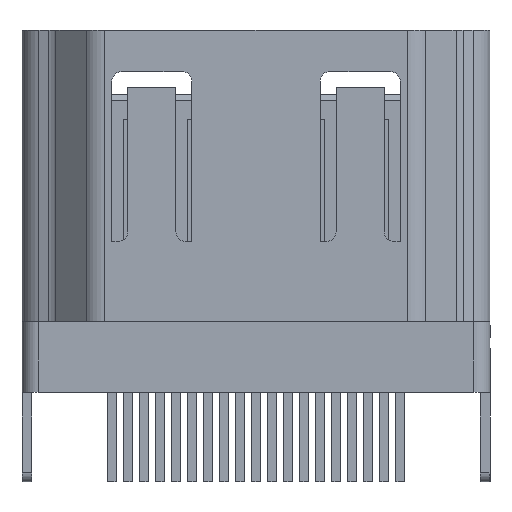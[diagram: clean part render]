
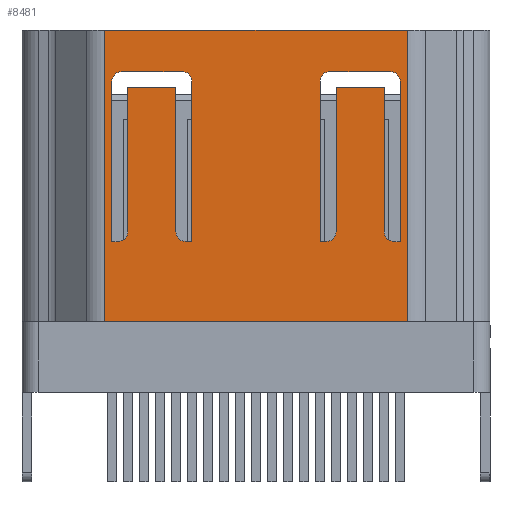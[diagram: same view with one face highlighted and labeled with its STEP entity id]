
A CAD part, front view. The second image highlights one B-rep face of the part: STEP entity #8481.
In plain terms, the highlighted planar face has unit normal (0, -1, 0).
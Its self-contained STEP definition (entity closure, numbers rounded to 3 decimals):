
#17=FACE_BOUND('',#719,.T.);
#18=FACE_BOUND('',#720,.T.);
#289=FACE_OUTER_BOUND('',#718,.T.);
#718=EDGE_LOOP('',(#6049,#6050,#6051,#6052));
#719=EDGE_LOOP('',(#6053,#6054,#6055,#6056,#6057,#6058,#6059,#6060,#6061,
#6062,#6063,#6064));
#720=EDGE_LOOP('',(#6065,#6066,#6067,#6068,#6069,#6070,#6071,#6072,#6073,
#6074,#6075,#6076));
#1094=CIRCLE('',#8846,0.3);
#1096=CIRCLE('',#8853,0.3);
#1098=CIRCLE('',#8857,0.3);
#1100=CIRCLE('',#8862,0.3);
#1109=CIRCLE('',#8976,0.3);
#1110=CIRCLE('',#8977,0.3);
#1111=CIRCLE('',#8978,0.3);
#1112=CIRCLE('',#8979,0.3);
#1220=LINE('',#11607,#2318);
#1256=LINE('',#11706,#2354);
#1261=LINE('',#11719,#2359);
#1264=LINE('',#11725,#2362);
#1267=LINE('',#11731,#2365);
#1269=LINE('',#11736,#2367);
#1273=LINE('',#11748,#2371);
#1277=LINE('',#11760,#2375);
#1280=LINE('',#11766,#2378);
#1574=LINE('',#12389,#2672);
#1575=LINE('',#12391,#2673);
#1576=LINE('',#12392,#2674);
#1577=LINE('',#12395,#2675);
#1578=LINE('',#12399,#2676);
#1579=LINE('',#12403,#2677);
#1580=LINE('',#12405,#2678);
#1581=LINE('',#12409,#2679);
#1582=LINE('',#12411,#2680);
#1583=LINE('',#12413,#2681);
#1584=LINE('',#12416,#2682);
#2318=VECTOR('',#9440,10.);
#2354=VECTOR('',#9534,10.);
#2359=VECTOR('',#9547,10.);
#2362=VECTOR('',#9552,10.);
#2365=VECTOR('',#9557,10.);
#2367=VECTOR('',#9561,10.);
#2371=VECTOR('',#9573,10.);
#2375=VECTOR('',#9585,10.);
#2378=VECTOR('',#9590,10.);
#2672=VECTOR('',#10116,10.);
#2673=VECTOR('',#10117,10.);
#2674=VECTOR('',#10118,10.);
#2675=VECTOR('',#10119,10.);
#2676=VECTOR('',#10122,10.);
#2677=VECTOR('',#10125,10.);
#2678=VECTOR('',#10126,10.);
#2679=VECTOR('',#10129,10.);
#2680=VECTOR('',#10130,10.);
#2681=VECTOR('',#10131,10.);
#2682=VECTOR('',#10134,10.);
#3414=VERTEX_POINT('',#11604);
#3415=VERTEX_POINT('',#11606);
#3448=VERTEX_POINT('',#11703);
#3449=VERTEX_POINT('',#11705);
#3451=VERTEX_POINT('',#11711);
#3453=VERTEX_POINT('',#11717);
#3455=VERTEX_POINT('',#11723);
#3457=VERTEX_POINT('',#11729);
#3459=VERTEX_POINT('',#11735);
#3461=VERTEX_POINT('',#11741);
#3463=VERTEX_POINT('',#11747);
#3465=VERTEX_POINT('',#11753);
#3467=VERTEX_POINT('',#11759);
#3469=VERTEX_POINT('',#11765);
#3682=VERTEX_POINT('',#12388);
#3683=VERTEX_POINT('',#12390);
#3684=VERTEX_POINT('',#12393);
#3685=VERTEX_POINT('',#12394);
#3686=VERTEX_POINT('',#12396);
#3687=VERTEX_POINT('',#12398);
#3688=VERTEX_POINT('',#12400);
#3689=VERTEX_POINT('',#12402);
#3690=VERTEX_POINT('',#12404);
#3691=VERTEX_POINT('',#12406);
#3692=VERTEX_POINT('',#12408);
#3693=VERTEX_POINT('',#12410);
#3694=VERTEX_POINT('',#12412);
#3695=VERTEX_POINT('',#12414);
#4227=EDGE_CURVE('',#3414,#3415,#1220,.T.);
#4276=EDGE_CURVE('',#3448,#3449,#1256,.T.);
#4280=EDGE_CURVE('',#3451,#3448,#1094,.T.);
#4283=EDGE_CURVE('',#3453,#3451,#1261,.T.);
#4286=EDGE_CURVE('',#3455,#3453,#1264,.T.);
#4289=EDGE_CURVE('',#3457,#3455,#1267,.T.);
#4291=EDGE_CURVE('',#3449,#3459,#1269,.T.);
#4294=EDGE_CURVE('',#3459,#3461,#1096,.T.);
#4297=EDGE_CURVE('',#3461,#3463,#1273,.T.);
#4300=EDGE_CURVE('',#3463,#3465,#1098,.T.);
#4303=EDGE_CURVE('',#3465,#3467,#1277,.T.);
#4306=EDGE_CURVE('',#3467,#3469,#1280,.T.);
#4309=EDGE_CURVE('',#3469,#3457,#1100,.T.);
#4610=EDGE_CURVE('',#3414,#3682,#1574,.T.);
#4611=EDGE_CURVE('',#3682,#3683,#1575,.T.);
#4612=EDGE_CURVE('',#3415,#3683,#1576,.T.);
#4613=EDGE_CURVE('',#3684,#3685,#1577,.T.);
#4614=EDGE_CURVE('',#3685,#3686,#1109,.T.);
#4615=EDGE_CURVE('',#3686,#3687,#1578,.T.);
#4616=EDGE_CURVE('',#3687,#3688,#1110,.T.);
#4617=EDGE_CURVE('',#3688,#3689,#1579,.T.);
#4618=EDGE_CURVE('',#3689,#3690,#1580,.T.);
#4619=EDGE_CURVE('',#3690,#3691,#1111,.T.);
#4620=EDGE_CURVE('',#3691,#3692,#1581,.T.);
#4621=EDGE_CURVE('',#3692,#3693,#1582,.T.);
#4622=EDGE_CURVE('',#3693,#3694,#1583,.T.);
#4623=EDGE_CURVE('',#3694,#3695,#1112,.T.);
#4624=EDGE_CURVE('',#3695,#3684,#1584,.T.);
#6049=ORIENTED_EDGE('',*,*,#4610,.T.);
#6050=ORIENTED_EDGE('',*,*,#4611,.T.);
#6051=ORIENTED_EDGE('',*,*,#4612,.F.);
#6052=ORIENTED_EDGE('',*,*,#4227,.F.);
#6053=ORIENTED_EDGE('',*,*,#4291,.F.);
#6054=ORIENTED_EDGE('',*,*,#4276,.F.);
#6055=ORIENTED_EDGE('',*,*,#4280,.F.);
#6056=ORIENTED_EDGE('',*,*,#4283,.F.);
#6057=ORIENTED_EDGE('',*,*,#4286,.F.);
#6058=ORIENTED_EDGE('',*,*,#4289,.F.);
#6059=ORIENTED_EDGE('',*,*,#4309,.F.);
#6060=ORIENTED_EDGE('',*,*,#4306,.F.);
#6061=ORIENTED_EDGE('',*,*,#4303,.F.);
#6062=ORIENTED_EDGE('',*,*,#4300,.F.);
#6063=ORIENTED_EDGE('',*,*,#4297,.F.);
#6064=ORIENTED_EDGE('',*,*,#4294,.F.);
#6065=ORIENTED_EDGE('',*,*,#4613,.T.);
#6066=ORIENTED_EDGE('',*,*,#4614,.T.);
#6067=ORIENTED_EDGE('',*,*,#4615,.T.);
#6068=ORIENTED_EDGE('',*,*,#4616,.T.);
#6069=ORIENTED_EDGE('',*,*,#4617,.T.);
#6070=ORIENTED_EDGE('',*,*,#4618,.T.);
#6071=ORIENTED_EDGE('',*,*,#4619,.T.);
#6072=ORIENTED_EDGE('',*,*,#4620,.T.);
#6073=ORIENTED_EDGE('',*,*,#4621,.T.);
#6074=ORIENTED_EDGE('',*,*,#4622,.T.);
#6075=ORIENTED_EDGE('',*,*,#4623,.T.);
#6076=ORIENTED_EDGE('',*,*,#4624,.T.);
#7863=PLANE('',#8975);
#8481=ADVANCED_FACE('',(#289,#17,#18),#7863,.T.);
#8846=AXIS2_PLACEMENT_3D('',#11713,#9541,#9542);
#8853=AXIS2_PLACEMENT_3D('',#11742,#9567,#9568);
#8857=AXIS2_PLACEMENT_3D('',#11754,#9579,#9580);
#8862=AXIS2_PLACEMENT_3D('',#11770,#9596,#9597);
#8975=AXIS2_PLACEMENT_3D('',#12387,#10114,#10115);
#8976=AXIS2_PLACEMENT_3D('',#12397,#10120,#10121);
#8977=AXIS2_PLACEMENT_3D('',#12401,#10123,#10124);
#8978=AXIS2_PLACEMENT_3D('',#12407,#10127,#10128);
#8979=AXIS2_PLACEMENT_3D('',#12415,#10132,#10133);
#9440=DIRECTION('',(0.,0.,1.));
#9534=DIRECTION('',(1.,0.,0.));
#9541=DIRECTION('center_axis',(0.,-1.,0.));
#9542=DIRECTION('ref_axis',(-1.,0.,0.));
#9547=DIRECTION('',(0.,0.,-1.));
#9552=DIRECTION('',(1.,0.,0.));
#9557=DIRECTION('',(0.,0.,1.));
#9561=DIRECTION('',(0.,0.,1.));
#9567=DIRECTION('center_axis',(0.,-1.,0.));
#9568=DIRECTION('ref_axis',(1.,0.,0.));
#9573=DIRECTION('',(-1.,0.,0.));
#9579=DIRECTION('center_axis',(0.,-1.,0.));
#9580=DIRECTION('ref_axis',(0.,0.,1.));
#9585=DIRECTION('',(0.,0.,-1.));
#9590=DIRECTION('',(1.,0.,0.));
#9596=DIRECTION('center_axis',(0.,-1.,0.));
#9597=DIRECTION('ref_axis',(0.,0.,-1.));
#10114=DIRECTION('center_axis',(0.,-1.,0.));
#10115=DIRECTION('ref_axis',(1.,0.,0.));
#10116=DIRECTION('',(1.,0.,0.));
#10117=DIRECTION('',(0.,0.,1.));
#10118=DIRECTION('',(1.,0.,0.));
#10119=DIRECTION('',(0.,0.,1.));
#10120=DIRECTION('center_axis',(0.,1.,0.));
#10121=DIRECTION('ref_axis',(-1.,0.,0.));
#10122=DIRECTION('',(1.,0.,0.));
#10123=DIRECTION('center_axis',(0.,1.,0.));
#10124=DIRECTION('ref_axis',(0.,0.,1.));
#10125=DIRECTION('',(0.,0.,-1.));
#10126=DIRECTION('',(-1.,0.,0.));
#10127=DIRECTION('center_axis',(0.,1.,0.));
#10128=DIRECTION('ref_axis',(0.,0.,-1.));
#10129=DIRECTION('',(0.,0.,1.));
#10130=DIRECTION('',(-1.,0.,0.));
#10131=DIRECTION('',(0.,0.,-1.));
#10132=DIRECTION('center_axis',(0.,1.,0.));
#10133=DIRECTION('ref_axis',(1.,0.,0.));
#10134=DIRECTION('',(-1.,0.,0.));
#11604=CARTESIAN_POINT('',(-4.717,-3.275,2.2));
#11606=CARTESIAN_POINT('',(-4.717,-3.275,11.3));
#11607=CARTESIAN_POINT('',(-4.717,-3.275,0.));
#11703=CARTESIAN_POINT('',(-2.2,-3.275,4.7));
#11705=CARTESIAN_POINT('',(-2.,-3.275,4.7));
#11706=CARTESIAN_POINT('',(1.359,-3.275,4.7));
#11711=CARTESIAN_POINT('',(-2.5,-3.275,5.));
#11713=CARTESIAN_POINT('Origin',(-2.2,-3.275,5.));
#11717=CARTESIAN_POINT('',(-2.5,-3.275,9.5));
#11719=CARTESIAN_POINT('',(-2.5,-3.275,2.5));
#11723=CARTESIAN_POINT('',(-4.,-3.275,9.5));
#11725=CARTESIAN_POINT('',(1.109,-3.275,9.5));
#11729=CARTESIAN_POINT('',(-4.,-3.275,5.));
#11731=CARTESIAN_POINT('',(-4.,-3.275,4.75));
#11735=CARTESIAN_POINT('',(-2.,-3.275,9.7));
#11736=CARTESIAN_POINT('',(-2.,-3.275,4.85));
#11741=CARTESIAN_POINT('',(-2.3,-3.275,10.));
#11742=CARTESIAN_POINT('Origin',(-2.3,-3.275,9.7));
#11747=CARTESIAN_POINT('',(-4.2,-3.275,10.));
#11748=CARTESIAN_POINT('',(0.259,-3.275,10.));
#11753=CARTESIAN_POINT('',(-4.5,-3.275,9.7));
#11754=CARTESIAN_POINT('Origin',(-4.2,-3.275,9.7));
#11759=CARTESIAN_POINT('',(-4.5,-3.275,4.7));
#11760=CARTESIAN_POINT('',(-4.5,-3.275,2.35));
#11765=CARTESIAN_POINT('',(-4.3,-3.275,4.7));
#11766=CARTESIAN_POINT('',(0.209,-3.275,4.7));
#11770=CARTESIAN_POINT('Origin',(-4.3,-3.275,5.));
#12387=CARTESIAN_POINT('Origin',(-4.717,-3.275,0.));
#12388=CARTESIAN_POINT('',(4.717,-3.275,2.2));
#12389=CARTESIAN_POINT('',(-2.359,-3.275,2.2));
#12390=CARTESIAN_POINT('',(4.717,-3.275,11.3));
#12391=CARTESIAN_POINT('',(4.717,-3.275,0.));
#12392=CARTESIAN_POINT('',(-4.717,-3.275,11.3));
#12393=CARTESIAN_POINT('',(2.,-3.275,4.7));
#12394=CARTESIAN_POINT('',(2.,-3.275,9.7));
#12395=CARTESIAN_POINT('',(2.,-3.275,4.85));
#12396=CARTESIAN_POINT('',(2.3,-3.275,10.));
#12397=CARTESIAN_POINT('Origin',(2.3,-3.275,9.7));
#12398=CARTESIAN_POINT('',(4.2,-3.275,10.));
#12399=CARTESIAN_POINT('',(-0.259,-3.275,10.));
#12400=CARTESIAN_POINT('',(4.5,-3.275,9.7));
#12401=CARTESIAN_POINT('Origin',(4.2,-3.275,9.7));
#12402=CARTESIAN_POINT('',(4.5,-3.275,4.7));
#12403=CARTESIAN_POINT('',(4.5,-3.275,2.35));
#12404=CARTESIAN_POINT('',(4.3,-3.275,4.7));
#12405=CARTESIAN_POINT('',(-0.209,-3.275,4.7));
#12406=CARTESIAN_POINT('',(4.,-3.275,5.));
#12407=CARTESIAN_POINT('Origin',(4.3,-3.275,5.));
#12408=CARTESIAN_POINT('',(4.,-3.275,9.5));
#12409=CARTESIAN_POINT('',(4.,-3.275,4.75));
#12410=CARTESIAN_POINT('',(2.5,-3.275,9.5));
#12411=CARTESIAN_POINT('',(-1.109,-3.275,9.5));
#12412=CARTESIAN_POINT('',(2.5,-3.275,5.));
#12413=CARTESIAN_POINT('',(2.5,-3.275,2.5));
#12414=CARTESIAN_POINT('',(2.2,-3.275,4.7));
#12415=CARTESIAN_POINT('Origin',(2.2,-3.275,5.));
#12416=CARTESIAN_POINT('',(-1.359,-3.275,4.7));
